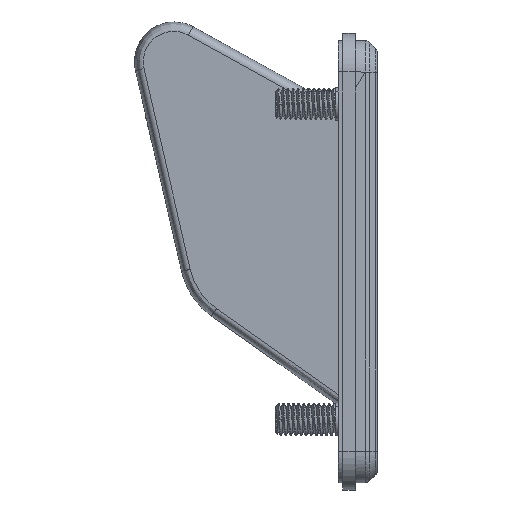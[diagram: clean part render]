
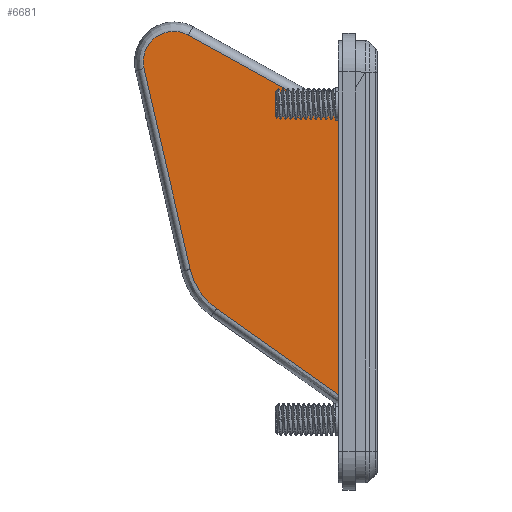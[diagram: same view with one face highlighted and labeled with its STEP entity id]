
A CAD part, left-side view. The second image highlights one B-rep face of the part: STEP entity #6681.
In plain terms, the highlighted face is planar.
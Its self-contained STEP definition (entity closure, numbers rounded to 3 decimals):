
#95 = CARTESIAN_POINT ( 'NONE',  ( -4.971, 47.237, 20.634 ) ) ;
#371 = VECTOR ( 'NONE', #13902, 1000. ) ;
#2062 = CARTESIAN_POINT ( 'NONE',  ( 26.007, 46.485, 15.935 ) ) ;
#2200 = CARTESIAN_POINT ( 'NONE',  ( 27.677, 46.344, 8.506 ) ) ;
#2729 = DIRECTION ( 'NONE',  ( 0.022, 1., -0.014 ) ) ;
#2835 = CARTESIAN_POINT ( 'NONE',  ( 2.659, 47.025, 17.545 ) ) ;
#3030 = CARTESIAN_POINT ( 'NONE',  ( -2.824, 47.171, 19.287 ) ) ;
#3090 = CARTESIAN_POINT ( 'NONE',  ( 4.237, 46.539, -14.891 ) ) ;
#4028 = CARTESIAN_POINT ( 'NONE',  ( 24.222, 46.53, 16.362 ) ) ;
#4120 = ORIENTED_EDGE ( 'NONE', *, *, #26646, .T. ) ;
#4256 = CARTESIAN_POINT ( 'NONE',  ( 24.222, 46.53, 16.362 ) ) ;
#4344 = CARTESIAN_POINT ( 'NONE',  ( 1.686, 47.047, 17.598 ) ) ;
#4403 = CARTESIAN_POINT ( 'NONE',  ( 28.554, 46.347, 10.117 ) ) ;
#4931 = FACE_OUTER_BOUND ( 'NONE', #22739, .T. ) ;
#4964 = CARTESIAN_POINT ( 'NONE',  ( 27.349, 46.347, 8.179 ) ) ;
#5279 = B_SPLINE_CURVE_WITH_KNOTS ( 'NONE', 3,
 ( #24426, #11088, #20009, #28972, #8882, #17814, #26774, #6691, #15632, #24572 ),
 .UNSPECIFIED., .F., .F.,
 ( 4, 2, 2, 2, 4 ),
 ( 0., 0.25, 0.5, 0.75, 1. ),
 .UNSPECIFIED. ) ;
#5725 = DIRECTION ( 'NONE',  ( 0.532, 0., 0.847 ) ) ;
#6268 = CARTESIAN_POINT ( 'NONE',  ( -11.781, 46.844, -18.448 ) ) ;
#6550 = CARTESIAN_POINT ( 'NONE',  ( -1.999, 47.145, 18.769 ) ) ;
#6593 = ORIENTED_EDGE ( 'NONE', *, *, #19466, .T. ) ;
#6615 = CARTESIAN_POINT ( 'NONE',  ( 28.707, 46.376, 12.404 ) ) ;
#6681 = ADVANCED_FACE ( 'NONE', ( #4931 ), #13869, .T. ) ;
#6691 = CARTESIAN_POINT ( 'NONE',  ( -1.339, 46.621, -17.817 ) ) ;
#7921 = EDGE_CURVE ( 'NONE', #16191, #10421, #17717, .T. ) ;
#8274 = EDGE_CURVE ( 'NONE', #20739, #16191, #8581, .T. ) ;
#8581 = LINE ( 'NONE', #17513, #17745 ) ;
#8807 = CARTESIAN_POINT ( 'NONE',  ( 28.052, 46.414, 14.118 ) ) ;
#8882 = CARTESIAN_POINT ( 'NONE',  ( 1.679, 46.569, -16.79 ) ) ;
#9729 = CARTESIAN_POINT ( 'NONE',  ( 27.349, 46.347, 8.179 ) ) ;
#9976 = CARTESIAN_POINT ( 'NONE',  ( -2.607, 46.648, -17.945 ) ) ;
#10421 = VERTEX_POINT ( 'NONE', #17353 ) ;
#10501 = VERTEX_POINT ( 'NONE', #9976 ) ;
#11014 = CARTESIAN_POINT ( 'NONE',  ( 26.413, 46.473, 15.721 ) ) ;
#11088 = CARTESIAN_POINT ( 'NONE',  ( 3.785, 46.542, -15.342 ) ) ;
#11126 = EDGE_CURVE ( 'NONE', #28153, #11858, #20671, .T. ) ;
#11165 = CARTESIAN_POINT ( 'NONE',  ( 27.349, 46.347, 8.179 ) ) ;
#11674 = DIRECTION ( 'NONE',  ( -1., 0.022, 0. ) ) ;
#11776 = DIRECTION ( 'NONE',  ( 0.998, -0.023, -0.055 ) ) ;
#11858 = VERTEX_POINT ( 'NONE', #9729 ) ;
#12500 = VERTEX_POINT ( 'NONE', #13394 ) ;
#13202 = CARTESIAN_POINT ( 'NONE',  ( 24.685, 46.52, 16.337 ) ) ;
#13293 = CARTESIAN_POINT ( 'NONE',  ( 2.659, 47.025, 17.545 ) ) ;
#13347 = CARTESIAN_POINT ( 'NONE',  ( 28.394, 46.345, 9.687 ) ) ;
#13394 = CARTESIAN_POINT ( 'NONE',  ( -30.128, 47.237, -19.454 ) ) ;
#13869 = PLANE ( 'NONE',  #17383 ) ;
#13902 = DIRECTION ( 'NONE',  ( -0.708, 0.006, -0.706 ) ) ;
#14535 = ORIENTED_EDGE ( 'NONE', *, *, #8274, .T. ) ;
#14593 = ORIENTED_EDGE ( 'NONE', *, *, #20572, .T. ) ;
#14615 = ORIENTED_EDGE ( 'NONE', *, *, #18753, .T. ) ;
#15210 = CARTESIAN_POINT ( 'NONE',  ( -20.955, 47.041, -18.951 ) ) ;
#15497 = CARTESIAN_POINT ( 'NONE',  ( -1.122, 47.12, 18.362 ) ) ;
#15552 = CARTESIAN_POINT ( 'NONE',  ( 28.778, 46.361, 11.481 ) ) ;
#15632 = CARTESIAN_POINT ( 'NONE',  ( -1.97, 46.634, -17.91 ) ) ;
#16191 = VERTEX_POINT ( 'NONE', #3030 ) ;
#16625 = ORIENTED_EDGE ( 'NONE', *, *, #25960, .T. ) ;
#16865 = LINE ( 'NONE', #25813, #21537 ) ;
#17353 = CARTESIAN_POINT ( 'NONE',  ( 2.659, 47.025, 17.545 ) ) ;
#17383 = AXIS2_PLACEMENT_3D ( 'NONE', #22807, #2729, #11674 ) ;
#17513 = CARTESIAN_POINT ( 'NONE',  ( -5.511, 47.254, 20.973 ) ) ;
#17717 = B_SPLINE_CURVE_WITH_KNOTS ( 'NONE', 3,
 ( #26637, #6550, #15497, #24438, #4344, #13293 ),
 .UNSPECIFIED., .F., .F.,
 ( 4, 2, 4 ),
 ( 0., 0.5, 1. ),
 .UNSPECIFIED. ) ;
#17741 = CARTESIAN_POINT ( 'NONE',  ( 28.276, 46.404, 13.717 ) ) ;
#17745 = VECTOR ( 'NONE', #26466, 1000. ) ;
#17814 = CARTESIAN_POINT ( 'NONE',  ( 0.514, 46.587, -17.31 ) ) ;
#18046 = ORIENTED_EDGE ( 'NONE', *, *, #11126, .T. ) ;
#18255 = VECTOR ( 'NONE', #11776, 1000. ) ;
#18303 = LINE ( 'NONE', #4964, #371 ) ;
#18310 = B_SPLINE_CURVE_WITH_KNOTS ( 'NONE', 3,
 ( #26351, #6268, #15210, #24146 ),
 .UNSPECIFIED., .F., .F.,
 ( 4, 4 ),
 ( 0., 1. ),
 .UNSPECIFIED. ) ;
#18753 = EDGE_CURVE ( 'NONE', #12500, #20739, #16865, .T. ) ;
#19466 = EDGE_CURVE ( 'NONE', #10421, #28153, #22909, .T. ) ;
#19937 = CARTESIAN_POINT ( 'NONE',  ( 27.161, 46.449, 15.175 ) ) ;
#20009 = CARTESIAN_POINT ( 'NONE',  ( 3.294, 46.548, -15.75 ) ) ;
#20572 = EDGE_CURVE ( 'NONE', #10501, #12500, #18310, .T. ) ;
#20671 = B_SPLINE_CURVE_WITH_KNOTS ( 'NONE', 3,
 ( #4256, #13202, #22145, #2062, #11014, #19937, #28901, #8807, #17741, #26698, #6615, #15552, #24496, #4403, #13347, #22293, #2200, #11165 ),
 .UNSPECIFIED., .F., .F.,
 ( 4, 2, 2, 2, 2, 2, 2, 2, 4 ),
 ( 0., 0.125, 0.25, 0.375, 0.5, 0.625, 0.75, 0.875, 1. ),
 .UNSPECIFIED. ) ;
#20739 = VERTEX_POINT ( 'NONE', #95 ) ;
#21537 = VECTOR ( 'NONE', #5725, 1000. ) ;
#21905 = ORIENTED_EDGE ( 'NONE', *, *, #7921, .T. ) ;
#22145 = CARTESIAN_POINT ( 'NONE',  ( 25.135, 46.508, 16.246 ) ) ;
#22293 = CARTESIAN_POINT ( 'NONE',  ( 27.951, 46.343, 8.873 ) ) ;
#22739 = EDGE_LOOP ( 'NONE', ( #16625, #14593, #14615, #14535, #21905, #6593, #18046, #4120 ) ) ;
#22807 = CARTESIAN_POINT ( 'NONE',  ( -18.141, 47.25, 0.564 ) ) ;
#22909 = LINE ( 'NONE', #2835, #18255 ) ;
#24146 = CARTESIAN_POINT ( 'NONE',  ( -30.128, 47.237, -19.454 ) ) ;
#24426 = CARTESIAN_POINT ( 'NONE',  ( 4.237, 46.539, -14.891 ) ) ;
#24438 = CARTESIAN_POINT ( 'NONE',  ( 0.735, 47.071, 17.772 ) ) ;
#24496 = CARTESIAN_POINT ( 'NONE',  ( 28.747, 46.356, 11.022 ) ) ;
#24572 = CARTESIAN_POINT ( 'NONE',  ( -2.607, 46.648, -17.945 ) ) ;
#24977 = VERTEX_POINT ( 'NONE', #3090 ) ;
#25813 = CARTESIAN_POINT ( 'NONE',  ( -17.728, 47.237, 0.305 ) ) ;
#25960 = EDGE_CURVE ( 'NONE', #24977, #10501, #5279, .T. ) ;
#26351 = CARTESIAN_POINT ( 'NONE',  ( -2.607, 46.648, -17.945 ) ) ;
#26466 = DIRECTION ( 'NONE',  ( 0.847, -0.026, -0.531 ) ) ;
#26637 = CARTESIAN_POINT ( 'NONE',  ( -2.824, 47.171, 19.287 ) ) ;
#26646 = EDGE_CURVE ( 'NONE', #11858, #24977, #18303, .T. ) ;
#26698 = CARTESIAN_POINT ( 'NONE',  ( 28.606, 46.384, 12.852 ) ) ;
#26774 = CARTESIAN_POINT ( 'NONE',  ( -0.091, 46.598, -17.515 ) ) ;
#28153 = VERTEX_POINT ( 'NONE', #4028 ) ;
#28901 = CARTESIAN_POINT ( 'NONE',  ( 27.49, 46.437, 14.854 ) ) ;
#28972 = CARTESIAN_POINT ( 'NONE',  ( 2.236, 46.561, -16.477 ) ) ;
